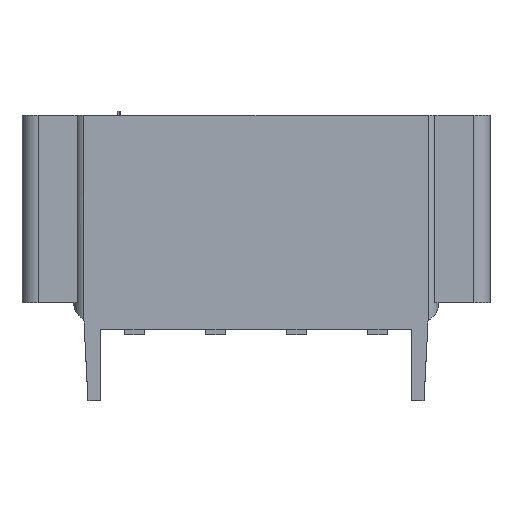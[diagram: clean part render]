
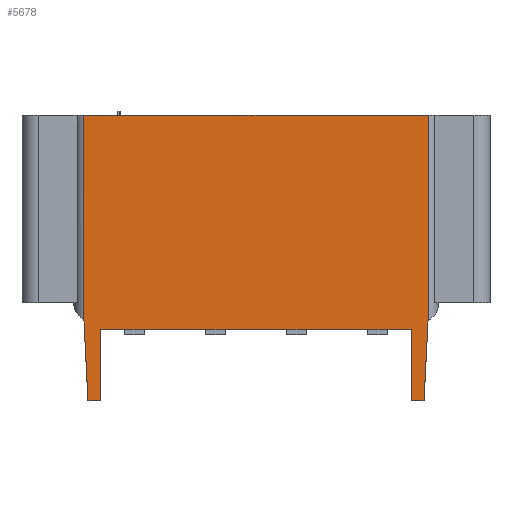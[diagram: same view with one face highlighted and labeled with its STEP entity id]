
A CAD part, front view. The second image highlights one B-rep face of the part: STEP entity #5678.
In plain terms, the highlighted planar face has unit normal (0, -1, 0).
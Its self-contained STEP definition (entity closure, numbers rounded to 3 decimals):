
#92=DIRECTION('',(1.,0.,0.));
#93=VECTOR('',#92,10.795);
#94=CARTESIAN_POINT('',(-5.398,-2.388,0.));
#95=LINE('',#94,#93);
#336=DIRECTION('',(0.,0.,1.));
#337=VECTOR('',#336,2.235);
#338=CARTESIAN_POINT('',(-4.89,-2.388,-8.966));
#339=LINE('',#338,#337);
#353=DIRECTION('',(1.,0.,0.));
#354=VECTOR('',#353,1.918);
#355=CARTESIAN_POINT('',(1.581,-2.388,-6.731));
#356=LINE('',#355,#354);
#357=DIRECTION('',(1.,0.,0.));
#358=VECTOR('',#357,0.623);
#359=CARTESIAN_POINT('',(0.959,-2.388,-6.731));
#360=LINE('',#359,#358);
#361=DIRECTION('',(1.,0.,0.));
#362=VECTOR('',#361,1.918);
#363=CARTESIAN_POINT('',(-0.959,-2.388,-6.731));
#364=LINE('',#363,#362);
#365=DIRECTION('',(1.,0.,0.));
#366=VECTOR('',#365,0.623);
#367=CARTESIAN_POINT('',(-1.581,-2.388,-6.731));
#368=LINE('',#367,#366);
#369=DIRECTION('',(1.,0.,0.));
#370=VECTOR('',#369,1.918);
#371=CARTESIAN_POINT('',(-3.499,-2.388,-6.731));
#372=LINE('',#371,#370);
#373=DIRECTION('',(1.,0.,0.));
#374=VECTOR('',#373,0.623);
#375=CARTESIAN_POINT('',(-4.121,-2.388,-6.731));
#376=LINE('',#375,#374);
#377=DIRECTION('',(1.,0.,0.));
#378=VECTOR('',#377,0.768);
#379=CARTESIAN_POINT('',(-4.89,-2.388,-6.731));
#380=LINE('',#379,#378);
#381=DIRECTION('',(-0.05,0.,0.999));
#382=VECTOR('',#381,2.543);
#383=CARTESIAN_POINT('',(-5.271,-2.388,-8.966));
#384=LINE('',#383,#382);
#385=DIRECTION('',(0.,0.,1.));
#386=VECTOR('',#385,6.426);
#387=CARTESIAN_POINT('',(-5.398,-2.388,-6.426));
#388=LINE('',#387,#386);
#389=DIRECTION('',(0.,0.,-1.));
#390=VECTOR('',#389,6.426);
#391=CARTESIAN_POINT('',(5.398,-2.388,0.));
#392=LINE('',#391,#390);
#393=DIRECTION('',(-0.05,0.,-0.999));
#394=VECTOR('',#393,2.543);
#395=CARTESIAN_POINT('',(5.398,-2.388,-6.426));
#396=LINE('',#395,#394);
#397=DIRECTION('',(1.,0.,0.));
#398=VECTOR('',#397,0.768);
#399=CARTESIAN_POINT('',(4.121,-2.388,-6.731));
#400=LINE('',#399,#398);
#401=DIRECTION('',(1.,0.,0.));
#402=VECTOR('',#401,0.623);
#403=CARTESIAN_POINT('',(3.499,-2.388,-6.731));
#404=LINE('',#403,#402);
#511=DIRECTION('',(0.,0.,-1.));
#512=VECTOR('',#511,2.235);
#513=CARTESIAN_POINT('',(4.89,-2.388,-6.731));
#514=LINE('',#513,#512);
#600=DIRECTION('',(1.,0.,0.));
#601=VECTOR('',#600,0.381);
#602=CARTESIAN_POINT('',(-5.271,-2.388,-8.966));
#603=LINE('',#602,#601);
#671=DIRECTION('',(1.,0.,0.));
#672=VECTOR('',#671,0.381);
#673=CARTESIAN_POINT('',(4.89,-2.388,-8.966));
#674=LINE('',#673,#672);
#4575=CARTESIAN_POINT('',(4.89,-2.388,-8.966));
#4577=VERTEX_POINT('',#4575);
#4580=CARTESIAN_POINT('',(-5.398,-2.388,0.));
#4581=VERTEX_POINT('',#4580);
#4582=CARTESIAN_POINT('',(5.398,-2.388,0.));
#4583=VERTEX_POINT('',#4582);
#4584=CARTESIAN_POINT('',(-4.89,-2.388,-8.966));
#4586=VERTEX_POINT('',#4584);
#4622=CARTESIAN_POINT('',(5.271,-2.388,-8.966));
#4624=VERTEX_POINT('',#4622);
#4627=CARTESIAN_POINT('',(5.398,-2.388,-6.426));
#4628=VERTEX_POINT('',#4627);
#4629=CARTESIAN_POINT('',(-5.271,-2.388,-8.966));
#4630=CARTESIAN_POINT('',(-5.398,-2.388,-6.426));
#4631=VERTEX_POINT('',#4629);
#4632=VERTEX_POINT('',#4630);
#5223=CARTESIAN_POINT('',(-4.121,-2.388,-6.731));
#5224=VERTEX_POINT('',#5223);
#5227=CARTESIAN_POINT('',(-3.499,-2.388,-6.731));
#5228=VERTEX_POINT('',#5227);
#5243=CARTESIAN_POINT('',(-1.581,-2.388,-6.731));
#5244=VERTEX_POINT('',#5243);
#5247=CARTESIAN_POINT('',(-0.959,-2.388,-6.731));
#5248=VERTEX_POINT('',#5247);
#5263=CARTESIAN_POINT('',(0.959,-2.388,-6.731));
#5264=VERTEX_POINT('',#5263);
#5267=CARTESIAN_POINT('',(1.581,-2.388,-6.731));
#5268=VERTEX_POINT('',#5267);
#5283=CARTESIAN_POINT('',(3.499,-2.388,-6.731));
#5284=VERTEX_POINT('',#5283);
#5287=CARTESIAN_POINT('',(4.121,-2.388,-6.731));
#5288=VERTEX_POINT('',#5287);
#5303=CARTESIAN_POINT('',(-4.89,-2.388,-6.731));
#5304=VERTEX_POINT('',#5303);
#5305=CARTESIAN_POINT('',(4.89,-2.388,-6.731));
#5306=VERTEX_POINT('',#5305);
#5637=CARTESIAN_POINT('',(-5.398,-2.388,0.));
#5638=DIRECTION('',(0.,-1.,0.));
#5639=DIRECTION('',(1.,0.,0.));
#5640=AXIS2_PLACEMENT_3D('',#5637,#5638,#5639);
#5641=PLANE('',#5640);
#5643=ORIENTED_EDGE('',*,*,#5642,.F.);
#5645=ORIENTED_EDGE('',*,*,#5644,.F.);
#5647=ORIENTED_EDGE('',*,*,#5646,.F.);
#5649=ORIENTED_EDGE('',*,*,#5648,.F.);
#5651=ORIENTED_EDGE('',*,*,#5650,.F.);
#5653=ORIENTED_EDGE('',*,*,#5652,.F.);
#5655=ORIENTED_EDGE('',*,*,#5654,.F.);
#5656=ORIENTED_EDGE('',*,*,#5621,.F.);
#5658=ORIENTED_EDGE('',*,*,#5657,.F.);
#5660=ORIENTED_EDGE('',*,*,#5659,.T.);
#5662=ORIENTED_EDGE('',*,*,#5661,.T.);
#5663=ORIENTED_EDGE('',*,*,#5444,.T.);
#5665=ORIENTED_EDGE('',*,*,#5664,.T.);
#5667=ORIENTED_EDGE('',*,*,#5666,.T.);
#5669=ORIENTED_EDGE('',*,*,#5668,.F.);
#5671=ORIENTED_EDGE('',*,*,#5670,.F.);
#5673=ORIENTED_EDGE('',*,*,#5672,.F.);
#5675=ORIENTED_EDGE('',*,*,#5674,.F.);
#5676=EDGE_LOOP('',(#5643,#5645,#5647,#5649,#5651,#5653,#5655,#5656,#5658,#5660,
#5662,#5663,#5665,#5667,#5669,#5671,#5673,#5675));
#5677=FACE_OUTER_BOUND('',#5676,.F.);
#5444=EDGE_CURVE('',#4581,#4583,#95,.T.);
#5621=EDGE_CURVE('',#4586,#5304,#339,.T.);
#5642=EDGE_CURVE('',#5268,#5284,#356,.T.);
#5644=EDGE_CURVE('',#5264,#5268,#360,.T.);
#5646=EDGE_CURVE('',#5248,#5264,#364,.T.);
#5648=EDGE_CURVE('',#5244,#5248,#368,.T.);
#5650=EDGE_CURVE('',#5228,#5244,#372,.T.);
#5652=EDGE_CURVE('',#5224,#5228,#376,.T.);
#5654=EDGE_CURVE('',#5304,#5224,#380,.T.);
#5657=EDGE_CURVE('',#4631,#4586,#603,.T.);
#5659=EDGE_CURVE('',#4631,#4632,#384,.T.);
#5661=EDGE_CURVE('',#4632,#4581,#388,.T.);
#5664=EDGE_CURVE('',#4583,#4628,#392,.T.);
#5666=EDGE_CURVE('',#4628,#4624,#396,.T.);
#5668=EDGE_CURVE('',#4577,#4624,#674,.T.);
#5670=EDGE_CURVE('',#5306,#4577,#514,.T.);
#5672=EDGE_CURVE('',#5288,#5306,#400,.T.);
#5674=EDGE_CURVE('',#5284,#5288,#404,.T.);
#5678=ADVANCED_FACE('',(#5677),#5641,.T.);
